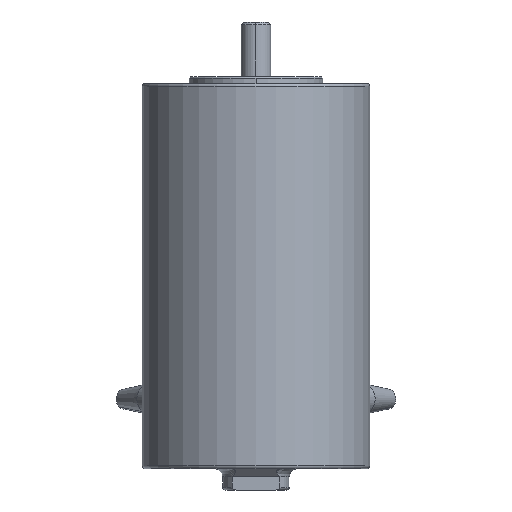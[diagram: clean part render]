
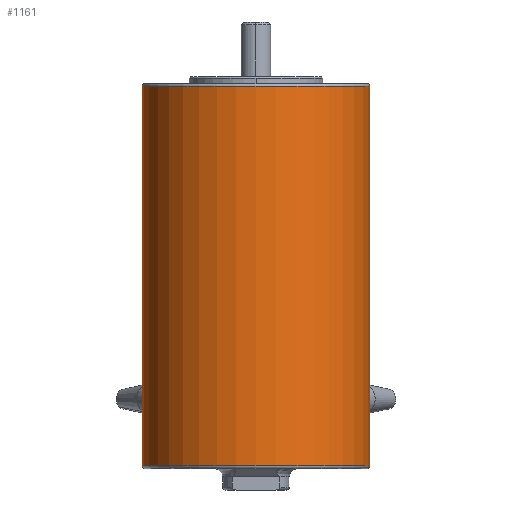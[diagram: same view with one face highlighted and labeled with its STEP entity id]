
A CAD part, front view. The second image highlights one B-rep face of the part: STEP entity #1161.
In plain terms, the highlighted cylindrical face has radius 42.5 mm (diameter 85 mm), a partial arc.
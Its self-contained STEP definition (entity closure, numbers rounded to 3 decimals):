
#1087=CARTESIAN_POINT('',(-42.5,0.,143.0));
#1088=VERTEX_POINT('',#1087);
#1105=CARTESIAN_POINT('',(42.5,0.,143.0));
#1106=VERTEX_POINT('',#1105);
#1124=CARTESIAN_POINT('',(0.0,0.0,0.0));
#1125=DIRECTION('',(0.0,0.0,1.0));
#1126=DIRECTION('',(-1.0,0.0,0.0));
#1127=AXIS2_PLACEMENT_3D('',#1124,#1125,#1126);
#1128=CYLINDRICAL_SURFACE('',#1127,42.5);
#1129=CARTESIAN_POINT('',(-42.5,0.,1.0));
#1130=VERTEX_POINT('',#1129);
#1131=CARTESIAN_POINT('',(-42.5,0.,1.0));
#1132=DIRECTION('',(0.0,0.0,1.0));
#1133=VECTOR('',#1132,142.0);
#1134=LINE('',#1131,#1133);
#1135=EDGE_CURVE('',#1130,#1088,#1134,.T.);
#1136=ORIENTED_EDGE('',*,*,#1135,.F.);
#1137=CARTESIAN_POINT('',(42.5,0.,1.0));
#1138=VERTEX_POINT('',#1137);
#1139=CARTESIAN_POINT('',(0.0,0.0,1.0));
#1140=DIRECTION('',(0.0,0.0,-1.0));
#1141=DIRECTION('',(-1.0,0.0,0.0));
#1142=AXIS2_PLACEMENT_3D('',#1139,#1140,#1141);
#1143=CIRCLE('',#1142,42.5);
#1144=EDGE_CURVE('',#1138,#1130,#1143,.T.);
#1145=ORIENTED_EDGE('',*,*,#1144,.F.);
#1146=CARTESIAN_POINT('',(42.5,0.,143.0));
#1147=DIRECTION('',(0.0,0.0,-1.0));
#1148=VECTOR('',#1147,142.0);
#1149=LINE('',#1146,#1148);
#1150=EDGE_CURVE('',#1106,#1138,#1149,.T.);
#1151=ORIENTED_EDGE('',*,*,#1150,.F.);
#1152=CARTESIAN_POINT('',(0.0,0.0,143.0));
#1153=DIRECTION('',(0.0,0.0,1.0));
#1154=DIRECTION('',(-1.0,0.0,0.0));
#1155=AXIS2_PLACEMENT_3D('',#1152,#1153,#1154);
#1156=CIRCLE('',#1155,42.5);
#1157=EDGE_CURVE('',#1088,#1106,#1156,.T.);
#1158=ORIENTED_EDGE('',*,*,#1157,.F.);
#1159=EDGE_LOOP('',(#1136,#1145,#1151,#1158));
#1160=FACE_OUTER_BOUND('',#1159,.T.);
#1161=ADVANCED_FACE('',(#1160),#1128,.T.);
